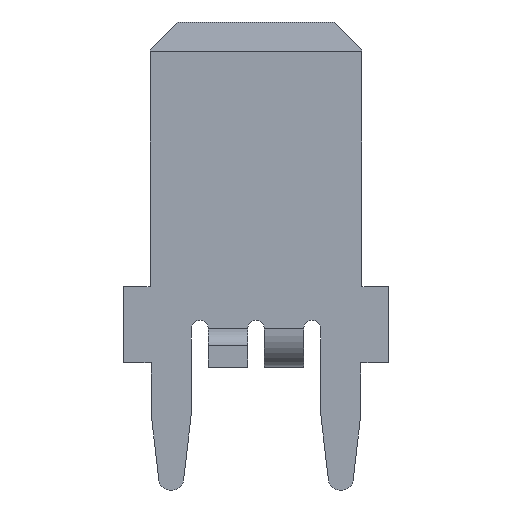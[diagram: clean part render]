
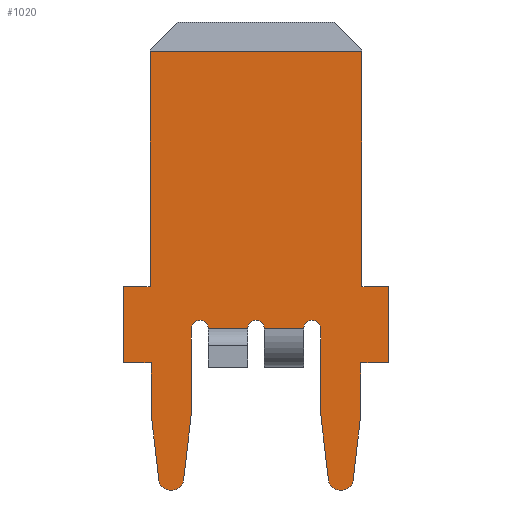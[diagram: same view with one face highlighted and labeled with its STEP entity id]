
A CAD part, front view. The second image highlights one B-rep face of the part: STEP entity #1020.
In plain terms, the highlighted planar face has unit normal (0, -1, 0).
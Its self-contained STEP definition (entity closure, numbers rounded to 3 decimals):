
#289=DIRECTION('',(-1.,0.,0.));
#290=VECTOR('',#289,6.35);
#291=CARTESIAN_POINT('',(3.175,-0.394,-0.889));
#292=LINE('',#291,#290);
#293=DIRECTION('',(0.,0.,-1.));
#294=VECTOR('',#293,7.036);
#295=CARTESIAN_POINT('',(3.175,-0.394,-0.889));
#296=LINE('',#295,#294);
#297=DIRECTION('',(1.,0.,0.));
#298=VECTOR('',#297,0.787);
#299=CARTESIAN_POINT('',(3.175,-0.394,-7.925));
#300=LINE('',#299,#298);
#301=DIRECTION('',(0.,0.,-1.));
#302=VECTOR('',#301,2.286);
#303=CARTESIAN_POINT('',(3.962,-0.394,-7.925));
#304=LINE('',#303,#302);
#305=DIRECTION('',(-1.,0.,0.));
#306=VECTOR('',#305,0.819);
#307=CARTESIAN_POINT('',(3.962,-0.394,-10.211));
#308=LINE('',#307,#306);
#309=DIRECTION('',(0.,0.,-1.));
#310=VECTOR('',#309,1.524);
#311=CARTESIAN_POINT('',(3.143,-0.394,-10.211));
#312=LINE('',#311,#310);
#313=DIRECTION('',(-0.116,0.,-0.993));
#314=VECTOR('',#313,2.019);
#315=CARTESIAN_POINT('',(3.143,-0.394,-11.735));
#316=LINE('',#315,#314);
#317=CARTESIAN_POINT('',(2.593,-0.394,-13.703));
#318=DIRECTION('',(0.,1.,0.));
#319=DIRECTION('',(0.993,0.,-0.116));
#320=AXIS2_PLACEMENT_3D('',#317,#318,#319);
#322=DIRECTION('',(-1.,0.,0.));
#323=VECTOR('',#322,0.106);
#324=CARTESIAN_POINT('',(2.593,-0.394,-14.021));
#325=LINE('',#324,#323);
#326=CARTESIAN_POINT('',(2.487,-0.394,-13.703));
#327=DIRECTION('',(0.,1.,0.));
#328=DIRECTION('',(0.,0.,-1.));
#329=AXIS2_PLACEMENT_3D('',#326,#327,#328);
#331=DIRECTION('',(-0.116,0.,0.993));
#332=VECTOR('',#331,2.019);
#333=CARTESIAN_POINT('',(2.172,-0.394,-13.74));
#334=LINE('',#333,#332);
#335=DIRECTION('',(0.,0.,1.));
#336=VECTOR('',#335,2.54);
#337=CARTESIAN_POINT('',(1.937,-0.394,-11.735));
#338=LINE('',#337,#336);
#339=CARTESIAN_POINT('',(1.683,-0.394,-9.195));
#340=DIRECTION('',(0.,-1.,0.));
#341=DIRECTION('',(1.,0.,0.));
#342=AXIS2_PLACEMENT_3D('',#339,#340,#341);
#344=DIRECTION('',(1.,0.,0.));
#345=VECTOR('',#344,1.175);
#346=CARTESIAN_POINT('',(0.254,-0.394,-9.195));
#347=LINE('',#346,#345);
#348=CARTESIAN_POINT('',(0.,-0.394,-9.195));
#349=DIRECTION('',(0.,-1.,0.));
#350=DIRECTION('',(1.,0.,0.));
#351=AXIS2_PLACEMENT_3D('',#348,#349,#350);
#353=DIRECTION('',(1.,0.,0.));
#354=VECTOR('',#353,1.175);
#355=CARTESIAN_POINT('',(-1.429,-0.394,-9.195));
#356=LINE('',#355,#354);
#357=CARTESIAN_POINT('',(-1.683,-0.394,-9.195));
#358=DIRECTION('',(0.,-1.,0.));
#359=DIRECTION('',(1.,0.,0.));
#360=AXIS2_PLACEMENT_3D('',#357,#358,#359);
#362=DIRECTION('',(0.,0.,-1.));
#363=VECTOR('',#362,2.54);
#364=CARTESIAN_POINT('',(-1.937,-0.394,-9.195));
#365=LINE('',#364,#363);
#366=DIRECTION('',(-0.116,0.,-0.993));
#367=VECTOR('',#366,2.019);
#368=CARTESIAN_POINT('',(-1.937,-0.394,-11.735));
#369=LINE('',#368,#367);
#370=CARTESIAN_POINT('',(-2.487,-0.394,-13.703));
#371=DIRECTION('',(0.,1.,0.));
#372=DIRECTION('',(0.993,0.,-0.116));
#373=AXIS2_PLACEMENT_3D('',#370,#371,#372);
#375=DIRECTION('',(-1.,0.,0.));
#376=VECTOR('',#375,0.106);
#377=CARTESIAN_POINT('',(-2.487,-0.394,-14.021));
#378=LINE('',#377,#376);
#379=CARTESIAN_POINT('',(-2.593,-0.394,-13.703));
#380=DIRECTION('',(0.,1.,0.));
#381=DIRECTION('',(0.,0.,-1.));
#382=AXIS2_PLACEMENT_3D('',#379,#380,#381);
#384=DIRECTION('',(-0.116,0.,0.993));
#385=VECTOR('',#384,2.019);
#386=CARTESIAN_POINT('',(-2.908,-0.394,-13.74));
#387=LINE('',#386,#385);
#388=DIRECTION('',(0.,0.,1.));
#389=VECTOR('',#388,1.524);
#390=CARTESIAN_POINT('',(-3.143,-0.394,-11.735));
#391=LINE('',#390,#389);
#392=DIRECTION('',(-1.,0.,0.));
#393=VECTOR('',#392,0.819);
#394=CARTESIAN_POINT('',(-3.143,-0.394,-10.211));
#395=LINE('',#394,#393);
#396=DIRECTION('',(0.,0.,1.));
#397=VECTOR('',#396,2.286);
#398=CARTESIAN_POINT('',(-3.962,-0.394,-10.211));
#399=LINE('',#398,#397);
#400=DIRECTION('',(1.,0.,0.));
#401=VECTOR('',#400,0.787);
#402=CARTESIAN_POINT('',(-3.962,-0.394,-7.925));
#403=LINE('',#402,#401);
#404=DIRECTION('',(0.,0.,1.));
#405=VECTOR('',#404,7.036);
#406=CARTESIAN_POINT('',(-3.175,-0.394,-7.925));
#407=LINE('',#406,#405);
#670=CARTESIAN_POINT('',(3.175,-0.394,-7.925));
#671=CARTESIAN_POINT('',(3.962,-0.394,-7.925));
#672=VERTEX_POINT('',#670);
#673=VERTEX_POINT('',#671);
#674=CARTESIAN_POINT('',(3.962,-0.394,-10.211));
#675=VERTEX_POINT('',#674);
#676=CARTESIAN_POINT('',(3.143,-0.394,-10.211));
#677=VERTEX_POINT('',#676);
#678=CARTESIAN_POINT('',(3.143,-0.394,-11.735));
#679=VERTEX_POINT('',#678);
#680=CARTESIAN_POINT('',(2.593,-0.394,-14.021));
#681=CARTESIAN_POINT('',(2.487,-0.394,-14.021));
#682=VERTEX_POINT('',#680);
#683=VERTEX_POINT('',#681);
#684=CARTESIAN_POINT('',(1.937,-0.394,-11.735));
#685=CARTESIAN_POINT('',(1.937,-0.394,-9.195));
#686=VERTEX_POINT('',#684);
#687=VERTEX_POINT('',#685);
#702=CARTESIAN_POINT('',(-1.937,-0.394,-9.195));
#703=CARTESIAN_POINT('',(-1.937,-0.394,-11.735));
#704=VERTEX_POINT('',#702);
#705=VERTEX_POINT('',#703);
#706=CARTESIAN_POINT('',(-3.143,-0.394,-11.735));
#707=CARTESIAN_POINT('',(-3.143,-0.394,-10.211));
#708=VERTEX_POINT('',#706);
#709=VERTEX_POINT('',#707);
#710=CARTESIAN_POINT('',(-3.962,-0.394,-10.211));
#711=VERTEX_POINT('',#710);
#712=CARTESIAN_POINT('',(-3.962,-0.394,-7.925));
#713=VERTEX_POINT('',#712);
#714=CARTESIAN_POINT('',(-3.175,-0.394,-7.925));
#715=VERTEX_POINT('',#714);
#724=CARTESIAN_POINT('',(3.175,-0.394,-0.889));
#725=CARTESIAN_POINT('',(-3.175,-0.394,-0.889));
#726=VERTEX_POINT('',#724);
#727=VERTEX_POINT('',#725);
#776=CARTESIAN_POINT('',(0.254,-0.394,-9.195));
#777=CARTESIAN_POINT('',(-0.254,-0.394,-9.195));
#778=VERTEX_POINT('',#776);
#779=VERTEX_POINT('',#777);
#782=CARTESIAN_POINT('',(1.429,-0.394,-9.195));
#783=VERTEX_POINT('',#782);
#786=CARTESIAN_POINT('',(-1.429,-0.394,-9.195));
#787=VERTEX_POINT('',#786);
#800=CARTESIAN_POINT('',(2.908,-0.394,-13.74));
#801=VERTEX_POINT('',#800);
#802=CARTESIAN_POINT('',(2.172,-0.394,-13.74));
#803=VERTEX_POINT('',#802);
#804=CARTESIAN_POINT('',(-2.172,-0.394,-13.74));
#805=VERTEX_POINT('',#804);
#806=CARTESIAN_POINT('',(-2.487,-0.394,-14.021));
#807=VERTEX_POINT('',#806);
#808=CARTESIAN_POINT('',(-2.593,-0.394,-14.021));
#809=VERTEX_POINT('',#808);
#810=CARTESIAN_POINT('',(-2.908,-0.394,-13.74));
#811=VERTEX_POINT('',#810);
#959=CARTESIAN_POINT('',(0.,-0.394,0.));
#960=DIRECTION('',(0.,1.,0.));
#961=DIRECTION('',(1.,0.,0.));
#962=AXIS2_PLACEMENT_3D('',#959,#960,#961);
#963=PLANE('',#962);
#964=ORIENTED_EDGE('',*,*,#922,.F.);
#966=ORIENTED_EDGE('',*,*,#965,.T.);
#968=ORIENTED_EDGE('',*,*,#967,.T.);
#970=ORIENTED_EDGE('',*,*,#969,.T.);
#972=ORIENTED_EDGE('',*,*,#971,.T.);
#974=ORIENTED_EDGE('',*,*,#973,.T.);
#976=ORIENTED_EDGE('',*,*,#975,.T.);
#978=ORIENTED_EDGE('',*,*,#977,.T.);
#980=ORIENTED_EDGE('',*,*,#979,.T.);
#982=ORIENTED_EDGE('',*,*,#981,.T.);
#984=ORIENTED_EDGE('',*,*,#983,.T.);
#986=ORIENTED_EDGE('',*,*,#985,.T.);
#988=ORIENTED_EDGE('',*,*,#987,.T.);
#990=ORIENTED_EDGE('',*,*,#989,.F.);
#992=ORIENTED_EDGE('',*,*,#991,.T.);
#994=ORIENTED_EDGE('',*,*,#993,.F.);
#996=ORIENTED_EDGE('',*,*,#995,.T.);
#998=ORIENTED_EDGE('',*,*,#997,.T.);
#1000=ORIENTED_EDGE('',*,*,#999,.T.);
#1002=ORIENTED_EDGE('',*,*,#1001,.T.);
#1004=ORIENTED_EDGE('',*,*,#1003,.T.);
#1006=ORIENTED_EDGE('',*,*,#1005,.T.);
#1008=ORIENTED_EDGE('',*,*,#1007,.T.);
#1010=ORIENTED_EDGE('',*,*,#1009,.T.);
#1012=ORIENTED_EDGE('',*,*,#1011,.T.);
#1014=ORIENTED_EDGE('',*,*,#1013,.T.);
#1016=ORIENTED_EDGE('',*,*,#1015,.T.);
#1017=ORIENTED_EDGE('',*,*,#952,.T.);
#1018=EDGE_LOOP('',(#964,#966,#968,#970,#972,#974,#976,#978,#980,#982,#984,#986,
#988,#990,#992,#994,#996,#998,#1000,#1002,#1004,#1006,#1008,#1010,#1012,#1014,
#1016,#1017));
#1019=FACE_OUTER_BOUND('',#1018,.F.);
#321=CIRCLE('',#320,0.318);
#330=CIRCLE('',#329,0.318);
#343=CIRCLE('',#342,0.254);
#352=CIRCLE('',#351,0.254);
#361=CIRCLE('',#360,0.254);
#374=CIRCLE('',#373,0.318);
#383=CIRCLE('',#382,0.318);
#922=EDGE_CURVE('',#726,#727,#292,.T.);
#952=EDGE_CURVE('',#715,#727,#407,.T.);
#965=EDGE_CURVE('',#726,#672,#296,.T.);
#967=EDGE_CURVE('',#672,#673,#300,.T.);
#969=EDGE_CURVE('',#673,#675,#304,.T.);
#971=EDGE_CURVE('',#675,#677,#308,.T.);
#973=EDGE_CURVE('',#677,#679,#312,.T.);
#975=EDGE_CURVE('',#679,#801,#316,.T.);
#977=EDGE_CURVE('',#801,#682,#321,.T.);
#979=EDGE_CURVE('',#682,#683,#325,.T.);
#981=EDGE_CURVE('',#683,#803,#330,.T.);
#983=EDGE_CURVE('',#803,#686,#334,.T.);
#985=EDGE_CURVE('',#686,#687,#338,.T.);
#987=EDGE_CURVE('',#687,#783,#343,.T.);
#989=EDGE_CURVE('',#778,#783,#347,.T.);
#991=EDGE_CURVE('',#778,#779,#352,.T.);
#993=EDGE_CURVE('',#787,#779,#356,.T.);
#995=EDGE_CURVE('',#787,#704,#361,.T.);
#997=EDGE_CURVE('',#704,#705,#365,.T.);
#999=EDGE_CURVE('',#705,#805,#369,.T.);
#1001=EDGE_CURVE('',#805,#807,#374,.T.);
#1003=EDGE_CURVE('',#807,#809,#378,.T.);
#1005=EDGE_CURVE('',#809,#811,#383,.T.);
#1007=EDGE_CURVE('',#811,#708,#387,.T.);
#1009=EDGE_CURVE('',#708,#709,#391,.T.);
#1011=EDGE_CURVE('',#709,#711,#395,.T.);
#1013=EDGE_CURVE('',#711,#713,#399,.T.);
#1015=EDGE_CURVE('',#713,#715,#403,.T.);
#1020=ADVANCED_FACE('',(#1019),#963,.F.);
